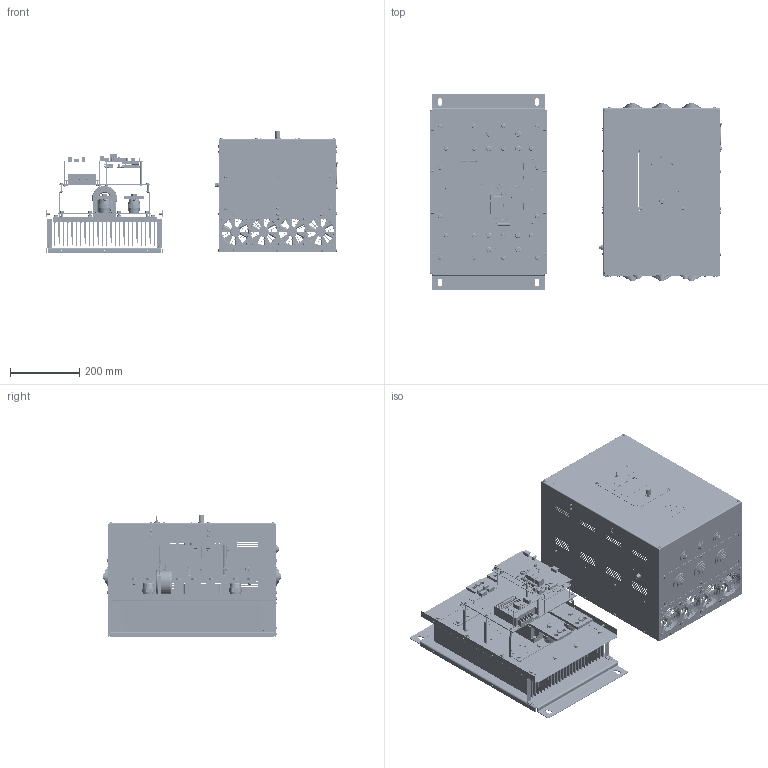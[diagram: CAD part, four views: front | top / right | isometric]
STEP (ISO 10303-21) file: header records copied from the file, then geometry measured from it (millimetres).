
FILE_DESCRIPTION(('STEP AP242'), '1');
FILE_NAME('Default file header', '2025-03-18T08:01:32', ('Default author'), ('Default organization'), 'C3D Converter', 'C3D Toolkit', 'Default authization');
FILE_SCHEMA(('AP242_MANAGED_MODEL_BASED_3D_ENGINEERING_MIM_LF { 1 0 10303 442 1 1 4 }'));
Length unit declared in the file: millimetre
Assembly tree (482 placements, depth 4):
  (unnamed)
    (unnamed)
      (unnamed)
        (unnamed)
        (unnamed)
        (unnamed)
        (unnamed)
        (unnamed)
        (unnamed)
        (unnamed)
        (unnamed)
        (unnamed)
        (unnamed)
        (unnamed)
        (unnamed)
        (unnamed)
        (unnamed)
        (unnamed)
        (unnamed)
        (unnamed)
        (unnamed)
      (unnamed)
        (unnamed)
      (unnamed)
      (unnamed)
      (unnamed)
      (unnamed)
      (unnamed)
      (unnamed)
      (unnamed)
      (unnamed)
      (unnamed)
      (unnamed)
      (unnamed)
      (unnamed)
      (unnamed)
      (unnamed)
      (unnamed)
      (unnamed)
      (unnamed)
      (unnamed)
      (unnamed)
      (unnamed)
      (unnamed)
      (unnamed)
      (unnamed)
      (unnamed)
    (unnamed)
      (unnamed)
    (unnamed)
      (unnamed)
      (unnamed)
    (unnamed)
      (unnamed)
      (unnamed)
    (unnamed)
      (unnamed)
      (unnamed)
    (unnamed)
      (unnamed)
Bounding box: 841.13 x 568 x 353.22 mm (x, y, z)
Volume: 7188795.5 mm3; surface area: 4539167.6 mm2
Topology: 488 solids, 488 shells, 6586 faces, 15530 edges, 10356 vertices
Faces by surface type: plane 4066, cylinder 1778, cone 496, torus 208, sphere 34, bspline 4
Full cylindrical faces by diameter (mm): 1 x26, 1.5 x3, 1.857 x2, 2 x47, 2.3 x1, 2.5 x66, 2.6 x16, 2.7 x1, 3 x115, 3.2 x22, 3.235 x1, 3.294 x1, 3.3 x28, 3.5 x16, 3.685 x1, 4 x154, 4.2 x2, 4.3 x4, 4.5 x66, 4.779 x1, 5 x23, 5.2 x20, 5.5 x44, 5.9 x23, 6 x87, 6.1 x23, 6.4 x27, 6.5 x25, 7 x22, 7.5 x17
Entity records: 269682 total; most frequent: CARTESIAN_POINT 72127, DIRECTION 31150, ORIENTED_EDGE 26326, EDGE_CURVE 13163, AXIS2_PLACEMENT_3D 12393, EDGE_LOOP 10126, VERTEX_POINT 10016, FACE_BOUND 7304
